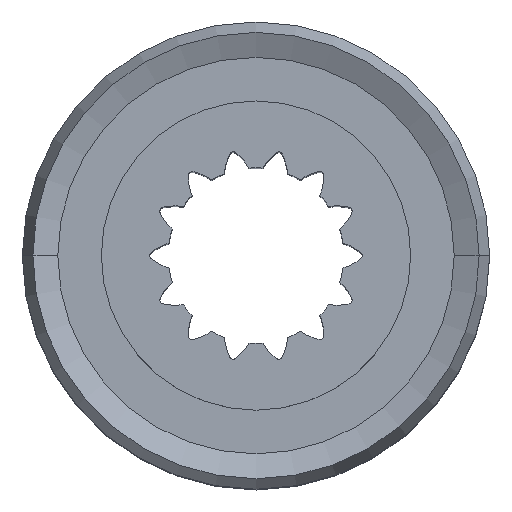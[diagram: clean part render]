
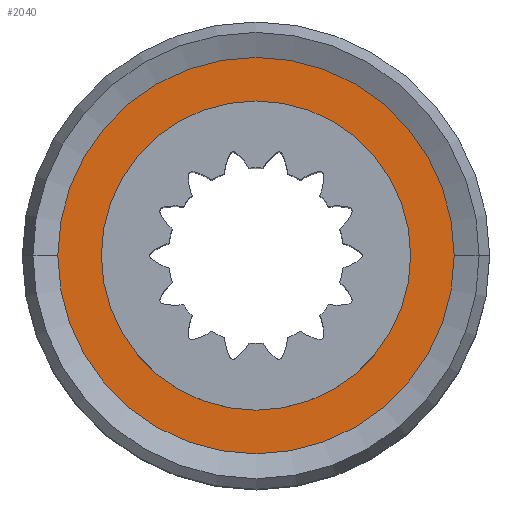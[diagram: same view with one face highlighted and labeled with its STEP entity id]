
A CAD part, top view. The second image highlights one B-rep face of the part: STEP entity #2040.
In plain terms, the highlighted planar face has unit normal (0, 0, 1).
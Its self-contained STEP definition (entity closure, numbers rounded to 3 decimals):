
#369 = VERTEX_POINT ( 'NONE', #1887 ) ;
#393 = DIRECTION ( 'NONE',  ( -1., 0., 0. ) ) ;
#578 = EDGE_LOOP ( 'NONE', ( #2704, #4535 ) ) ;
#646 = EDGE_LOOP ( 'NONE', ( #4408, #5811 ) ) ;
#661 = EDGE_CURVE ( 'NONE', #3315, #1327, #4206, .T. ) ;
#713 = FACE_BOUND ( 'NONE', #646, .T. ) ;
#732 = CIRCLE ( 'NONE', #1704, 5.8 ) ;
#783 = CARTESIAN_POINT ( 'NONE',  ( 0., 0., 9.25 ) ) ;
#1003 = CARTESIAN_POINT ( 'NONE',  ( 0., 0., 9.25 ) ) ;
#1021 = CIRCLE ( 'NONE', #2840, 7.435 ) ;
#1327 = VERTEX_POINT ( 'NONE', #1906 ) ;
#1379 = DIRECTION ( 'NONE',  ( 0., 0., 1. ) ) ;
#1431 = CARTESIAN_POINT ( 'NONE',  ( -5.8, 0., 9.25 ) ) ;
#1478 = CIRCLE ( 'NONE', #5435, 5.8 ) ;
#1704 = AXIS2_PLACEMENT_3D ( 'NONE', #2468, #3875, #2930 ) ;
#1887 = CARTESIAN_POINT ( 'NONE',  ( 5.8, 0., 9.25 ) ) ;
#1906 = CARTESIAN_POINT ( 'NONE',  ( -7.435, 0., 9.25 ) ) ;
#2040 = ADVANCED_FACE ( 'NONE', ( #713, #4467 ), #2655, .F. ) ;
#2330 = CARTESIAN_POINT ( 'NONE',  ( 0., 0., 9.25 ) ) ;
#2468 = CARTESIAN_POINT ( 'NONE',  ( 0., 0., 9.25 ) ) ;
#2470 = AXIS2_PLACEMENT_3D ( 'NONE', #2330, #1379, #5595 ) ;
#2589 = DIRECTION ( 'NONE',  ( 1., 0., 0. ) ) ;
#2655 = PLANE ( 'NONE',  #4032 ) ;
#2682 = CARTESIAN_POINT ( 'NONE',  ( 7.435, 0., 9.25 ) ) ;
#2704 = ORIENTED_EDGE ( 'NONE', *, *, #661, .T. ) ;
#2840 = AXIS2_PLACEMENT_3D ( 'NONE', #1003, #4685, #5656 ) ;
#2930 = DIRECTION ( 'NONE',  ( 1., 0., 0. ) ) ;
#3054 = DIRECTION ( 'NONE',  ( 0., 0., 1. ) ) ;
#3185 = EDGE_CURVE ( 'NONE', #5445, #369, #732, .T. ) ;
#3315 = VERTEX_POINT ( 'NONE', #2682 ) ;
#3875 = DIRECTION ( 'NONE',  ( 0., 0., 1. ) ) ;
#4032 = AXIS2_PLACEMENT_3D ( 'NONE', #5032, #5905, #393 ) ;
#4206 = CIRCLE ( 'NONE', #2470, 7.435 ) ;
#4408 = ORIENTED_EDGE ( 'NONE', *, *, #4546, .F. ) ;
#4467 = FACE_OUTER_BOUND ( 'NONE', #578, .T. ) ;
#4535 = ORIENTED_EDGE ( 'NONE', *, *, #4936, .T. ) ;
#4546 = EDGE_CURVE ( 'NONE', #369, #5445, #1478, .T. ) ;
#4685 = DIRECTION ( 'NONE',  ( 0., 0., 1. ) ) ;
#4936 = EDGE_CURVE ( 'NONE', #1327, #3315, #1021, .T. ) ;
#5032 = CARTESIAN_POINT ( 'NONE',  ( 0., 7.435, 9.25 ) ) ;
#5435 = AXIS2_PLACEMENT_3D ( 'NONE', #783, #3054, #2589 ) ;
#5445 = VERTEX_POINT ( 'NONE', #1431 ) ;
#5595 = DIRECTION ( 'NONE',  ( 1., 0., 0. ) ) ;
#5656 = DIRECTION ( 'NONE',  ( 1., 0., 0. ) ) ;
#5811 = ORIENTED_EDGE ( 'NONE', *, *, #3185, .F. ) ;
#5905 = DIRECTION ( 'NONE',  ( 0., 0., -1. ) ) ;
